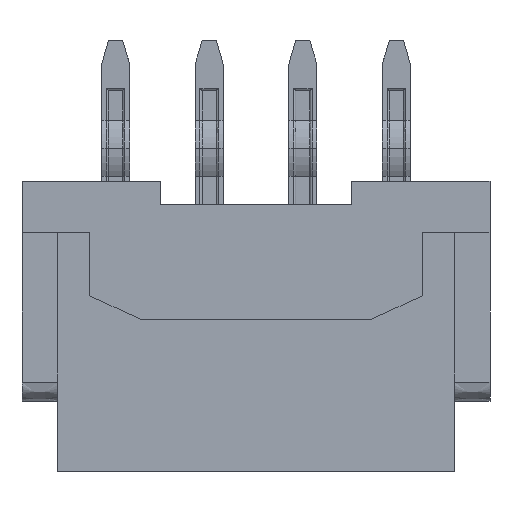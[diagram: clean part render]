
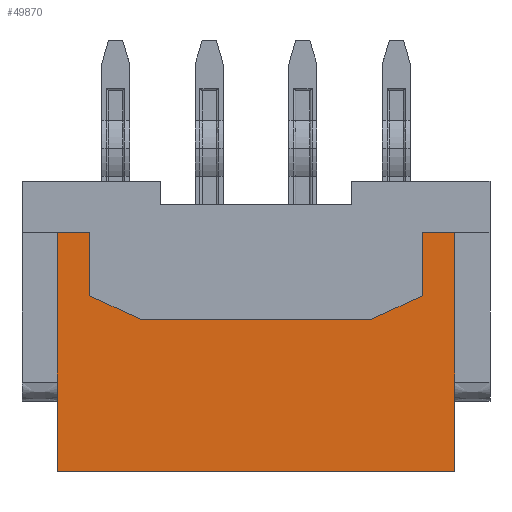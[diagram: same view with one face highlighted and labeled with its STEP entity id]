
A CAD part, front view. The second image highlights one B-rep face of the part: STEP entity #49870.
In plain terms, the highlighted planar face has unit normal (0, -1, 0).
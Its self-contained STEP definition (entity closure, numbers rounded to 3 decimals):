
#5250=CARTESIAN_POINT('',(-28.404,-1.785,3.25));
#5260=VERTEX_POINT('',#5250);
#5290=CARTESIAN_POINT('',(-28.,-1.785,3.062));
#5300=DIRECTION('',(-0.907,0.,0.422));
#5310=VECTOR('',#5300,1.);
#5320=LINE('',#5290,#5310);
#5330=CARTESIAN_POINT('',(-29.479,-1.785,3.75));
#5340=VERTEX_POINT('',#5330);
#5350=EDGE_CURVE('',#5260,#5340,#5320,.T.);
#26950=CARTESIAN_POINT('',(-29.479,-1.785,0.));
#26960=DIRECTION('',(0.,0.,1.));
#26970=VECTOR('',#26960,1.);
#26980=LINE('',#26950,#26970);
#26990=CARTESIAN_POINT('',(-29.479,-1.785,5.1));
#27000=VERTEX_POINT('',#26990);
#27010=EDGE_CURVE('',#5340,#27000,#26980,.T.);
#30920=CARTESIAN_POINT('',(-21.679,-1.785,0.));
#30930=VERTEX_POINT('',#30920);
#30960=CARTESIAN_POINT('',(-21.679,-1.785,0.));
#30970=DIRECTION('',(0.,0.,1.));
#30980=VECTOR('',#30970,1.);
#30990=LINE('',#30960,#30980);
#31000=CARTESIAN_POINT('',(-21.679,-1.785,5.1));
#31010=VERTEX_POINT('',#31000);
#31020=EDGE_CURVE('',#30930,#31010,#30990,.T.);
#40120=CARTESIAN_POINT('',(-30.179,-1.785,0.));
#40130=VERTEX_POINT('',#40120);
#41530=CARTESIAN_POINT('',(-30.179,-1.785,5.1));
#41540=VERTEX_POINT('',#41530);
#41570=CARTESIAN_POINT('',(-30.179,-1.785,0.));
#41580=DIRECTION('',(0.,0.,1.));
#41590=VECTOR('',#41580,1.);
#41600=LINE('',#41570,#41590);
#41610=EDGE_CURVE('',#40130,#41540,#41600,.T.);
#43320=CARTESIAN_POINT('',(-28.,-1.785,5.1));
#43330=DIRECTION('',(-1.,0.,0.));
#43340=VECTOR('',#43330,1.);
#43350=LINE('',#43320,#43340);
#43360=EDGE_CURVE('',#27000,#41540,#43350,.T.);
#49390=CARTESIAN_POINT('',(-53.926,-1.785,
0.));
#49400=DIRECTION('',(0.,-1.,0.));
#49410=DIRECTION('',(1.,0.,0.));
#49420=AXIS2_PLACEMENT_3D('',#49390,#49400,#49410);
#49430=PLANE('',#49420);
#49440=ORIENTED_EDGE('',*,*,#41610,.F.);
#49450=ORIENTED_EDGE('',*,*,#43360,.T.);
#49460=ORIENTED_EDGE('',*,*,#27010,.T.);
#49470=ORIENTED_EDGE('',*,*,#5350,.T.);
#49480=CARTESIAN_POINT('',(-30.179,-1.785,3.25));
#49490=DIRECTION('',(1.,0.,0.));
#49500=VECTOR('',#49490,1.);
#49510=LINE('',#49480,#49500);
#49520=CARTESIAN_POINT('',(-23.454,-1.785,3.25));
#49530=VERTEX_POINT('',#49520);
#49540=EDGE_CURVE('',#5260,#49530,#49510,.T.);
#49550=ORIENTED_EDGE('',*,*,#49540,.F.);
#49560=CARTESIAN_POINT('',(-23.858,-1.785,3.062));
#49570=DIRECTION('',(0.907,0.,
0.422));
#49580=VECTOR('',#49570,1.);
#49590=LINE('',#49560,#49580);
#49600=CARTESIAN_POINT('',(-22.379,-1.785,3.75));
#49610=VERTEX_POINT('',#49600);
#49620=EDGE_CURVE('',#49530,#49610,#49590,.T.);
#49630=ORIENTED_EDGE('',*,*,#49620,.F.);
#49640=CARTESIAN_POINT('',(-22.379,-1.785,0.));
#49650=DIRECTION('',(0.,0.,1.));
#49660=VECTOR('',#49650,1.);
#49670=LINE('',#49640,#49660);
#49680=CARTESIAN_POINT('',(-22.379,-1.785,5.1));
#49690=VERTEX_POINT('',#49680);
#49700=EDGE_CURVE('',#49610,#49690,#49670,.T.);
#49710=ORIENTED_EDGE('',*,*,#49700,.F.);
#49720=CARTESIAN_POINT('',(-23.858,-1.785,5.1));
#49730=DIRECTION('',(1.,0.,0.));
#49740=VECTOR('',#49730,1.);
#49750=LINE('',#49720,#49740);
#49760=EDGE_CURVE('',#49690,#31010,#49750,.T.);
#49770=ORIENTED_EDGE('',*,*,#49760,.F.);
#49780=ORIENTED_EDGE('',*,*,#31020,.T.);
#49790=CARTESIAN_POINT('',(-54.029,-1.785,0.));
#49800=DIRECTION('',(-1.,0.,0.));
#49810=VECTOR('',#49800,1.);
#49820=LINE('',#49790,#49810);
#49830=EDGE_CURVE('',#30930,#40130,#49820,.T.);
#49840=ORIENTED_EDGE('',*,*,#49830,.F.);
#49850=EDGE_LOOP('',(#49840,#49780,#49770,#49710,#49630,#49550,#49470,
#49460,#49450,#49440));
#49860=FACE_OUTER_BOUND('',#49850,.T.);
#49870=ADVANCED_FACE('',(#49860),#49430,.T.);
